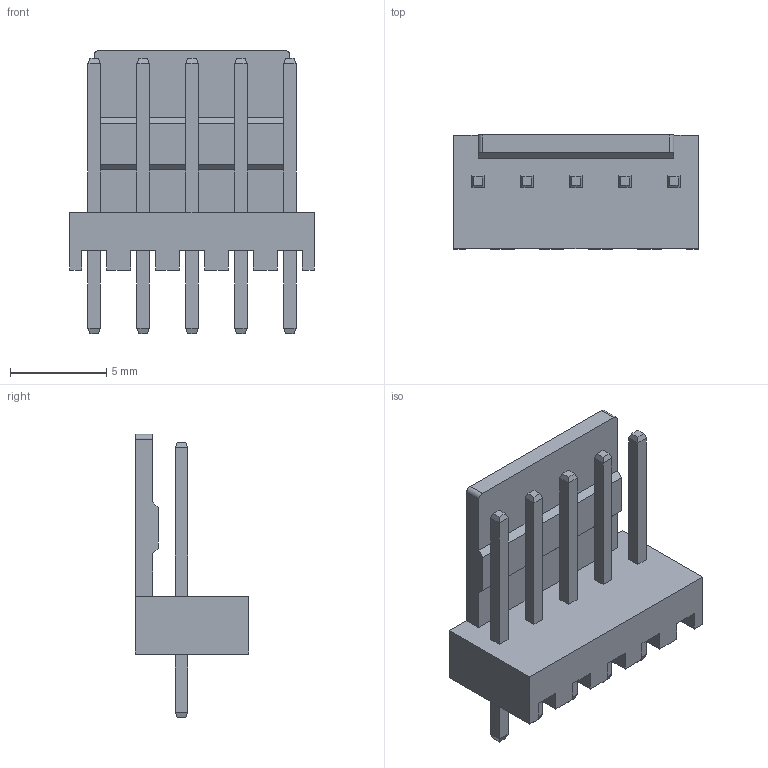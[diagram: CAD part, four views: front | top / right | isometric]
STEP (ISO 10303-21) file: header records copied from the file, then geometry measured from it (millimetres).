
FILE_DESCRIPTION (( 'STEP AP214' ), '1' );
FILE_NAME ('User Library-DS1070-5 (WF-5 CONNFLY).STEP', '2019-01-04T11:26:27', ( '' ), ( '' ), 'SwSTEP 2.0', 'SolidWorks 2018', '' );
FILE_SCHEMA (( 'AUTOMOTIVE_DESIGN' ));
Length unit declared in the file: millimetre
Products named in the file (1): User Library-DS1070-5 (WF-5 CONNFLY)
Bounding box: 12.7 x 5.9 x 14.7 mm (x, y, z)
Volume: 295.4 mm3; surface area: 651.5 mm2
Topology: 1 solids, 1 shells, 126 faces, 302 edges, 188 vertices
Faces by surface type: plane 124, cylinder 2
Entity records: 3960 total; most frequent: CARTESIAN_POINT 617, ORIENTED_EDGE 604, DIRECTION 560, EDGE_CURVE 302, LINE 298, VECTOR 298, VERTEX_POINT 188, EDGE_LOOP 136
